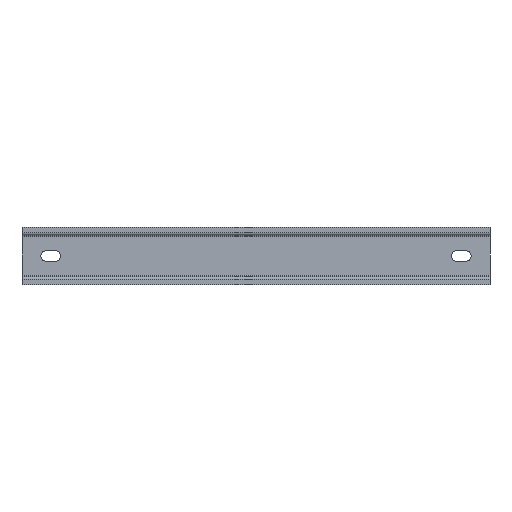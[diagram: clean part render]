
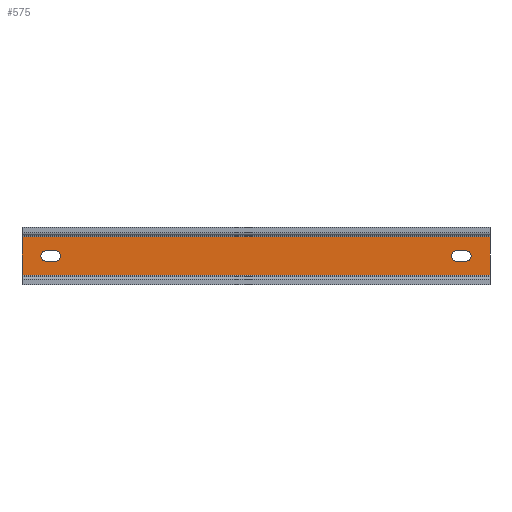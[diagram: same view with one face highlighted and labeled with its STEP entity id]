
A CAD part, top view. The second image highlights one B-rep face of the part: STEP entity #575.
In plain terms, the highlighted planar face has unit normal (0, 0, 1).
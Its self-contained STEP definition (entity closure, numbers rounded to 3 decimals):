
#15=FACE_BOUND('',#96,.T.);
#16=FACE_BOUND('',#97,.T.);
#20=CIRCLE('',#621,3.2);
#22=CIRCLE('',#625,3.2);
#24=CIRCLE('',#629,3.2);
#26=CIRCLE('',#633,3.2);
#65=FACE_OUTER_BOUND('',#95,.T.);
#95=EDGE_LOOP('',(#435,#436,#437,#438));
#96=EDGE_LOOP('',(#439,#440,#441,#442));
#97=EDGE_LOOP('',(#443,#444,#445,#446));
#121=LINE('',#850,#181);
#125=LINE('',#862,#185);
#129=LINE('',#874,#189);
#133=LINE('',#886,#193);
#141=LINE('',#914,#201);
#147=LINE('',#934,#207);
#149=LINE('',#940,#209);
#150=LINE('',#941,#210);
#181=VECTOR('',#678,10.);
#185=VECTOR('',#690,10.);
#189=VECTOR('',#702,10.);
#193=VECTOR('',#714,10.);
#201=VECTOR('',#738,10.);
#207=VECTOR('',#754,10.);
#209=VECTOR('',#760,10.);
#210=VECTOR('',#761,10.);
#241=VERTEX_POINT('',#847);
#242=VERTEX_POINT('',#849);
#244=VERTEX_POINT('',#855);
#246=VERTEX_POINT('',#861);
#249=VERTEX_POINT('',#871);
#250=VERTEX_POINT('',#873);
#252=VERTEX_POINT('',#879);
#254=VERTEX_POINT('',#885);
#265=VERTEX_POINT('',#911);
#266=VERTEX_POINT('',#913);
#275=VERTEX_POINT('',#933);
#277=VERTEX_POINT('',#939);
#297=EDGE_CURVE('',#242,#241,#121,.T.);
#300=EDGE_CURVE('',#244,#242,#20,.T.);
#303=EDGE_CURVE('',#246,#244,#125,.T.);
#306=EDGE_CURVE('',#241,#246,#22,.T.);
#309=EDGE_CURVE('',#250,#249,#129,.T.);
#312=EDGE_CURVE('',#252,#250,#24,.T.);
#315=EDGE_CURVE('',#254,#252,#133,.T.);
#318=EDGE_CURVE('',#249,#254,#26,.T.);
#329=EDGE_CURVE('',#266,#265,#141,.T.);
#339=EDGE_CURVE('',#266,#275,#147,.T.);
#342=EDGE_CURVE('',#265,#277,#149,.T.);
#343=EDGE_CURVE('',#277,#275,#150,.T.);
#435=ORIENTED_EDGE('',*,*,#329,.T.);
#436=ORIENTED_EDGE('',*,*,#342,.T.);
#437=ORIENTED_EDGE('',*,*,#343,.T.);
#438=ORIENTED_EDGE('',*,*,#339,.F.);
#439=ORIENTED_EDGE('',*,*,#303,.T.);
#440=ORIENTED_EDGE('',*,*,#300,.T.);
#441=ORIENTED_EDGE('',*,*,#297,.T.);
#442=ORIENTED_EDGE('',*,*,#306,.T.);
#443=ORIENTED_EDGE('',*,*,#315,.T.);
#444=ORIENTED_EDGE('',*,*,#312,.T.);
#445=ORIENTED_EDGE('',*,*,#309,.T.);
#446=ORIENTED_EDGE('',*,*,#318,.T.);
#552=PLANE('',#645);
#575=ADVANCED_FACE('',(#65,#15,#16),#552,.T.);
#621=AXIS2_PLACEMENT_3D('',#856,#684,#685);
#625=AXIS2_PLACEMENT_3D('',#866,#696,#697);
#629=AXIS2_PLACEMENT_3D('',#880,#708,#709);
#633=AXIS2_PLACEMENT_3D('',#890,#720,#721);
#645=AXIS2_PLACEMENT_3D('',#938,#758,#759);
#678=DIRECTION('',(-1.,0.,0.));
#684=DIRECTION('center_axis',(0.,0.,-1.));
#685=DIRECTION('ref_axis',(1.,0.,0.));
#690=DIRECTION('',(1.,0.,0.));
#696=DIRECTION('center_axis',(0.,0.,-1.));
#697=DIRECTION('ref_axis',(1.,0.,0.));
#702=DIRECTION('',(-1.,0.,0.));
#708=DIRECTION('center_axis',(0.,0.,-1.));
#709=DIRECTION('ref_axis',(1.,0.,0.));
#714=DIRECTION('',(1.,0.,0.));
#720=DIRECTION('center_axis',(0.,0.,-1.));
#721=DIRECTION('ref_axis',(1.,0.,0.));
#738=DIRECTION('',(0.,-1.,0.));
#754=DIRECTION('',(1.,0.,0.));
#758=DIRECTION('center_axis',(0.,0.,1.));
#759=DIRECTION('ref_axis',(1.,0.,0.));
#760=DIRECTION('',(1.,0.,0.));
#761=DIRECTION('',(0.,1.,0.));
#847=CARTESIAN_POINT('',(330.7,14.3,1.));
#849=CARTESIAN_POINT('',(336.3,14.3,1.));
#850=CARTESIAN_POINT('',(168.15,14.3,1.));
#855=CARTESIAN_POINT('',(336.3,20.7,1.));
#856=CARTESIAN_POINT('Origin',(336.3,17.5,1.));
#861=CARTESIAN_POINT('',(330.7,20.7,1.));
#862=CARTESIAN_POINT('',(165.35,20.7,1.));
#866=CARTESIAN_POINT('Origin',(330.7,17.5,1.));
#871=CARTESIAN_POINT('',(80.7,14.3,1.));
#873=CARTESIAN_POINT('',(86.3,14.3,1.));
#874=CARTESIAN_POINT('',(43.15,14.3,1.));
#879=CARTESIAN_POINT('',(86.3,20.7,1.));
#880=CARTESIAN_POINT('Origin',(86.3,17.5,1.));
#885=CARTESIAN_POINT('',(80.7,20.7,1.));
#886=CARTESIAN_POINT('',(40.35,20.7,1.));
#890=CARTESIAN_POINT('Origin',(80.7,17.5,1.));
#911=CARTESIAN_POINT('',(66.,5.8,1.));
#913=CARTESIAN_POINT('',(66.,29.2,1.));
#914=CARTESIAN_POINT('',(66.,11.65,1.));
#933=CARTESIAN_POINT('',(351.,29.2,1.));
#934=CARTESIAN_POINT('',(0.,29.2,1.));
#938=CARTESIAN_POINT('Origin',(0.,5.8,1.));
#939=CARTESIAN_POINT('',(351.,5.8,1.));
#940=CARTESIAN_POINT('',(0.,5.8,1.));
#941=CARTESIAN_POINT('',(351.,29.2,1.));
